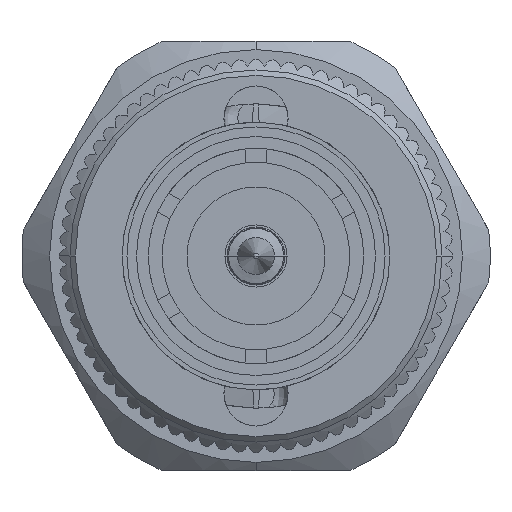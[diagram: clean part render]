
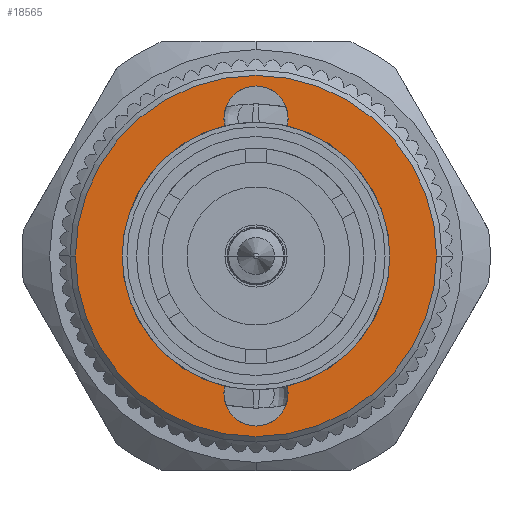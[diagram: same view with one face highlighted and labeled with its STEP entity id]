
A CAD part, left-side view. The second image highlights one B-rep face of the part: STEP entity #18565.
In plain terms, the highlighted face is planar.
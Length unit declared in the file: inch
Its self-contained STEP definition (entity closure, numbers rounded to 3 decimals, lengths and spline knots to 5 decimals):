
#224 = CARTESIAN_POINT ( 'NONE',  ( 0., -0.2, 0. ) ) ;
#396 = AXIS2_PLACEMENT_3D ( 'NONE', #224, #7827, #4495 ) ;
#729 = CARTESIAN_POINT ( 'NONE',  ( -0.0465, -0.2, 0. ) ) ;
#1077 = AXIS2_PLACEMENT_3D ( 'NONE', #18664, #16858, #7264 ) ;
#1291 = EDGE_LOOP ( 'NONE', ( #20027, #7119 ) ) ;
#1510 = CIRCLE ( 'NONE', #4260, 0.194 ) ;
#1740 = CARTESIAN_POINT ( 'NONE',  ( 0., 0., 0. ) ) ;
#2419 = DIRECTION ( 'NONE',  ( 1., 0., 0. ) ) ;
#2476 = AXIS2_PLACEMENT_3D ( 'NONE', #13905, #18178, #23576 ) ;
#2638 = VERTEX_POINT ( 'NONE', #23104 ) ;
#2923 = DIRECTION ( 'NONE',  ( 0., 0., 1. ) ) ;
#2936 = VERTEX_POINT ( 'NONE', #20249 ) ;
#3263 = VERTEX_POINT ( 'NONE', #18886 ) ;
#3287 = CARTESIAN_POINT ( 'NONE',  ( 0., 0., 0. ) ) ;
#3487 = DIRECTION ( 'NONE',  ( -1., 0., 0. ) ) ;
#3655 = VERTEX_POINT ( 'NONE', #11599 ) ;
#3672 = CARTESIAN_POINT ( 'NONE',  ( -0.26181, 0., 0. ) ) ;
#3988 = CARTESIAN_POINT ( 'NONE',  ( -0.0451, 0.18868, 0. ) ) ;
#3991 = EDGE_CURVE ( 'NONE', #19149, #8474, #8519, .T. ) ;
#4260 = AXIS2_PLACEMENT_3D ( 'NONE', #7245, #9479, #15121 ) ;
#4495 = DIRECTION ( 'NONE',  ( 1., 0., 0. ) ) ;
#4742 = AXIS2_PLACEMENT_3D ( 'NONE', #15441, #17649, #2419 ) ;
#4748 = CARTESIAN_POINT ( 'NONE',  ( 0.0465, -0.2, 0. ) ) ;
#4754 = DIRECTION ( 'NONE',  ( -1., 0., 0. ) ) ;
#4977 = CIRCLE ( 'NONE', #21030, 0.0465 ) ;
#5065 = EDGE_CURVE ( 'NONE', #18058, #19149, #4977, .T. ) ;
#5137 = CIRCLE ( 'NONE', #6716, 0.194 ) ;
#5274 = AXIS2_PLACEMENT_3D ( 'NONE', #1740, #20491, #9231 ) ;
#5696 = EDGE_CURVE ( 'NONE', #7829, #3263, #8388, .T. ) ;
#6183 = DIRECTION ( 'NONE',  ( 0., 0., 1. ) ) ;
#6578 = DIRECTION ( 'NONE',  ( 0., 0., 1. ) ) ;
#6653 = EDGE_CURVE ( 'NONE', #2638, #7829, #1510, .T. ) ;
#6716 = AXIS2_PLACEMENT_3D ( 'NONE', #3287, #2923, #6962 ) ;
#6962 = DIRECTION ( 'NONE',  ( 1., 0., 0. ) ) ;
#6988 = CARTESIAN_POINT ( 'NONE',  ( 0., -0.2, 0. ) ) ;
#7119 = ORIENTED_EDGE ( 'NONE', *, *, #24137, .T. ) ;
#7245 = CARTESIAN_POINT ( 'NONE',  ( 0., 0., 0. ) ) ;
#7264 = DIRECTION ( 'NONE',  ( -1., 0., 0. ) ) ;
#7720 = VERTEX_POINT ( 'NONE', #3672 ) ;
#7827 = DIRECTION ( 'NONE',  ( 0., 0., 1. ) ) ;
#7829 = VERTEX_POINT ( 'NONE', #18899 ) ;
#8388 = CIRCLE ( 'NONE', #2476, 0.194 ) ;
#8474 = VERTEX_POINT ( 'NONE', #3988 ) ;
#8519 = CIRCLE ( 'NONE', #1077, 0.0465 ) ;
#8597 = CARTESIAN_POINT ( 'NONE',  ( 0.26181, 0., 0. ) ) ;
#8688 = VERTEX_POINT ( 'NONE', #24178 ) ;
#8695 = AXIS2_PLACEMENT_3D ( 'NONE', #13855, #6578, #4754 ) ;
#8756 = CARTESIAN_POINT ( 'NONE',  ( -0.0465, 0.2, 0. ) ) ;
#8830 = PLANE ( 'NONE',  #21365 ) ;
#8893 = DIRECTION ( 'NONE',  ( 0., 0., 1. ) ) ;
#9196 = EDGE_CURVE ( 'NONE', #3263, #18058, #10658, .T. ) ;
#9231 = DIRECTION ( 'NONE',  ( 1., 0., 0. ) ) ;
#9479 = DIRECTION ( 'NONE',  ( 0., 0., 1. ) ) ;
#10001 = ORIENTED_EDGE ( 'NONE', *, *, #3991, .F. ) ;
#10131 = CIRCLE ( 'NONE', #19516, 0.0465 ) ;
#10244 = CIRCLE ( 'NONE', #14539, 0.0465 ) ;
#10653 = CIRCLE ( 'NONE', #18480, 0.26181 ) ;
#10658 = CIRCLE ( 'NONE', #8695, 0.0465 ) ;
#10676 = DIRECTION ( 'NONE',  ( 1., 0., 0. ) ) ;
#11257 = ORIENTED_EDGE ( 'NONE', *, *, #22784, .F. ) ;
#11450 = EDGE_CURVE ( 'NONE', #16322, #2638, #10131, .T. ) ;
#11550 = CARTESIAN_POINT ( 'NONE',  ( 0., 0., 0. ) ) ;
#11599 = CARTESIAN_POINT ( 'NONE',  ( 0.26181, 0., 0. ) ) ;
#11837 = ORIENTED_EDGE ( 'NONE', *, *, #6653, .F. ) ;
#12552 = CIRCLE ( 'NONE', #396, 0.0465 ) ;
#12977 = CIRCLE ( 'NONE', #4742, 0.194 ) ;
#13353 = DIRECTION ( 'NONE',  ( 1., 0., 0. ) ) ;
#13448 = DIRECTION ( 'NONE',  ( 1., 0., 0. ) ) ;
#13763 = EDGE_CURVE ( 'NONE', #2936, #24060, #12552, .T. ) ;
#13855 = CARTESIAN_POINT ( 'NONE',  ( 0., 0.2, 0. ) ) ;
#13905 = CARTESIAN_POINT ( 'NONE',  ( 0., 0., 0. ) ) ;
#14276 = EDGE_CURVE ( 'NONE', #8474, #8688, #12977, .T. ) ;
#14312 = CARTESIAN_POINT ( 'NONE',  ( 0., 0.2, 0. ) ) ;
#14539 = AXIS2_PLACEMENT_3D ( 'NONE', #22878, #6183, #13448 ) ;
#15121 = DIRECTION ( 'NONE',  ( 1., 0., 0. ) ) ;
#15204 = DIRECTION ( 'NONE',  ( 0., 0., 1. ) ) ;
#15441 = CARTESIAN_POINT ( 'NONE',  ( 0., 0., 0. ) ) ;
#15900 = CIRCLE ( 'NONE', #5274, 0.26181 ) ;
#16139 = EDGE_LOOP ( 'NONE', ( #21977, #10001, #19389, #17173, #17565, #11837, #19443, #20767, #21586, #11257 ) ) ;
#16322 = VERTEX_POINT ( 'NONE', #4748 ) ;
#16324 = DIRECTION ( 'NONE',  ( 0., 0., 1. ) ) ;
#16858 = DIRECTION ( 'NONE',  ( 0., 0., 1. ) ) ;
#17173 = ORIENTED_EDGE ( 'NONE', *, *, #9196, .F. ) ;
#17565 = ORIENTED_EDGE ( 'NONE', *, *, #5696, .F. ) ;
#17649 = DIRECTION ( 'NONE',  ( 0., 0., 1. ) ) ;
#18053 = FACE_OUTER_BOUND ( 'NONE', #1291, .T. ) ;
#18058 = VERTEX_POINT ( 'NONE', #23229 ) ;
#18178 = DIRECTION ( 'NONE',  ( 0., 0., 1. ) ) ;
#18348 = EDGE_CURVE ( 'NONE', #7720, #3655, #15900, .T. ) ;
#18480 = AXIS2_PLACEMENT_3D ( 'NONE', #11550, #19011, #10676 ) ;
#18565 = ADVANCED_FACE ( 'NONE', ( #23919, #18053 ), #8830, .T. ) ;
#18664 = CARTESIAN_POINT ( 'NONE',  ( 0., 0.2, 0. ) ) ;
#18886 = CARTESIAN_POINT ( 'NONE',  ( 0.0451, 0.18868, 0. ) ) ;
#18899 = CARTESIAN_POINT ( 'NONE',  ( 0.194, 0., 0. ) ) ;
#19011 = DIRECTION ( 'NONE',  ( 0., 0., 1. ) ) ;
#19149 = VERTEX_POINT ( 'NONE', #8756 ) ;
#19389 = ORIENTED_EDGE ( 'NONE', *, *, #5065, .F. ) ;
#19443 = ORIENTED_EDGE ( 'NONE', *, *, #11450, .F. ) ;
#19516 = AXIS2_PLACEMENT_3D ( 'NONE', #6988, #15204, #13353 ) ;
#20027 = ORIENTED_EDGE ( 'NONE', *, *, #18348, .T. ) ;
#20249 = CARTESIAN_POINT ( 'NONE',  ( -0.0451, -0.18868, 0. ) ) ;
#20491 = DIRECTION ( 'NONE',  ( 0., 0., 1. ) ) ;
#20767 = ORIENTED_EDGE ( 'NONE', *, *, #23257, .F. ) ;
#21030 = AXIS2_PLACEMENT_3D ( 'NONE', #14312, #8893, #3487 ) ;
#21365 = AXIS2_PLACEMENT_3D ( 'NONE', #8597, #16324, #23789 ) ;
#21586 = ORIENTED_EDGE ( 'NONE', *, *, #13763, .F. ) ;
#21977 = ORIENTED_EDGE ( 'NONE', *, *, #14276, .F. ) ;
#22784 = EDGE_CURVE ( 'NONE', #8688, #2936, #5137, .T. ) ;
#22878 = CARTESIAN_POINT ( 'NONE',  ( 0., -0.2, 0. ) ) ;
#23104 = CARTESIAN_POINT ( 'NONE',  ( 0.0451, -0.18868, 0. ) ) ;
#23229 = CARTESIAN_POINT ( 'NONE',  ( 0.0465, 0.2, 0. ) ) ;
#23257 = EDGE_CURVE ( 'NONE', #24060, #16322, #10244, .T. ) ;
#23576 = DIRECTION ( 'NONE',  ( 1., 0., 0. ) ) ;
#23789 = DIRECTION ( 'NONE',  ( 1., 0., 0. ) ) ;
#23919 = FACE_BOUND ( 'NONE', #16139, .T. ) ;
#24060 = VERTEX_POINT ( 'NONE', #729 ) ;
#24137 = EDGE_CURVE ( 'NONE', #3655, #7720, #10653, .T. ) ;
#24178 = CARTESIAN_POINT ( 'NONE',  ( -0.194, 0., 0. ) ) ;
